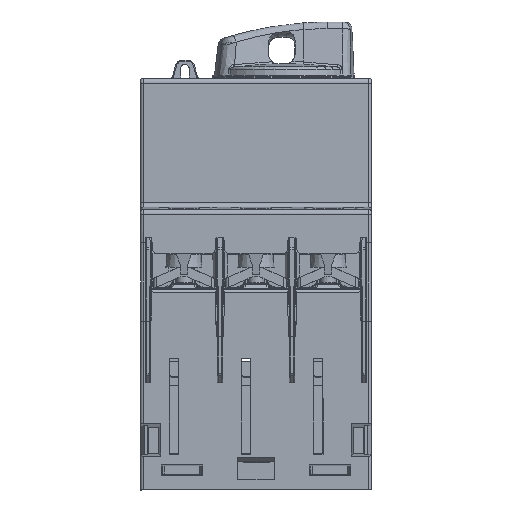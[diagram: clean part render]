
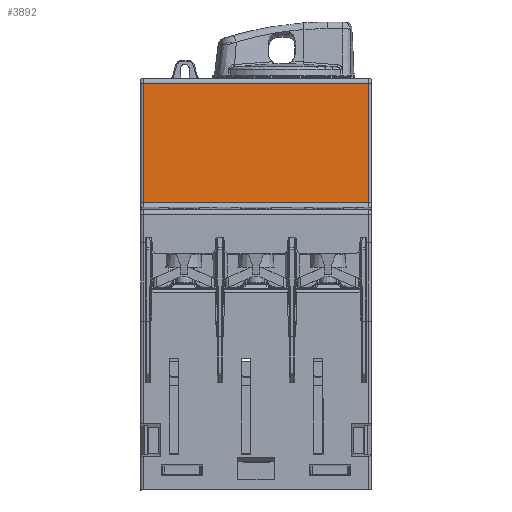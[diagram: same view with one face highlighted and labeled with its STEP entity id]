
A CAD part, left-side view. The second image highlights one B-rep face of the part: STEP entity #3892.
In plain terms, the highlighted planar face has unit normal (-1, 0, 0.018).
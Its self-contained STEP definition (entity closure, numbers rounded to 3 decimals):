
#3892=ADVANCED_FACE('',(#7114),#5545,.T.);
#5545=PLANE('',#57200);
#7114=FACE_OUTER_BOUND('',#9246,.T.);
#9246=EDGE_LOOP('',(#18291,#18292,#18293,#18294));
#18291=ORIENTED_EDGE('',*,*,#37071,.F.);
#18292=ORIENTED_EDGE('',*,*,#37656,.F.);
#18293=ORIENTED_EDGE('',*,*,#37657,.F.);
#18294=ORIENTED_EDGE('',*,*,#37658,.F.);
#29131=VERTEX_POINT('',#87826);
#29132=VERTEX_POINT('',#87830);
#29552=VERTEX_POINT('',#90364);
#29553=VERTEX_POINT('',#90368);
#37071=EDGE_CURVE('',#29131,#29132,#45078,.T.);
#37656=EDGE_CURVE('',#29552,#29131,#45416,.T.);
#37657=EDGE_CURVE('',#29553,#29552,#45417,.T.);
#37658=EDGE_CURVE('',#29132,#29553,#45418,.T.);
#45078=LINE('',#87829,#51109);
#45416=LINE('',#90365,#51447);
#45417=LINE('',#90367,#51448);
#45418=LINE('',#90369,#51449);
#51109=VECTOR('',#64731,1.);
#51447=VECTOR('',#65531,1.);
#51448=VECTOR('',#65534,1.);
#51449=VECTOR('',#65535,1.);
#57200=AXIS2_PLACEMENT_3D('',#90370,#65536,#65537);
#64731=DIRECTION('',(0.017,0.,1.));
#65531=DIRECTION('',(0.,1.,0.));
#65534=DIRECTION('',(-0.017,0.,-1.));
#65535=DIRECTION('',(0.,-1.,0.));
#65536=DIRECTION('',(-1.,0.,0.017));
#65537=DIRECTION('',(0.,1.,0.));
#87826=CARTESIAN_POINT('',(18.852,14.9,47.866));
#87829=CARTESIAN_POINT('',(18.856,14.9,48.083));
#87830=CARTESIAN_POINT('',(19.256,14.9,71.017));
#90364=CARTESIAN_POINT('',(18.852,-28.9,47.866));
#90365=CARTESIAN_POINT('',(18.852,-17.873,47.866));
#90367=CARTESIAN_POINT('',(18.856,-28.9,48.083));
#90368=CARTESIAN_POINT('',(19.256,-28.9,71.017));
#90369=CARTESIAN_POINT('',(19.256,-17.873,71.017));
#90370=CARTESIAN_POINT('',(18.835,-28.747,46.9));
